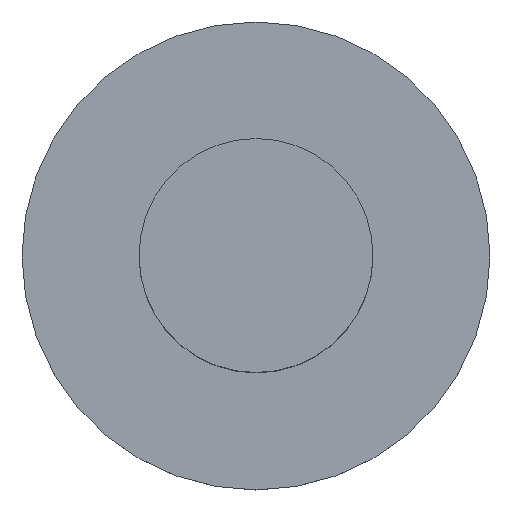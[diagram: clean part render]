
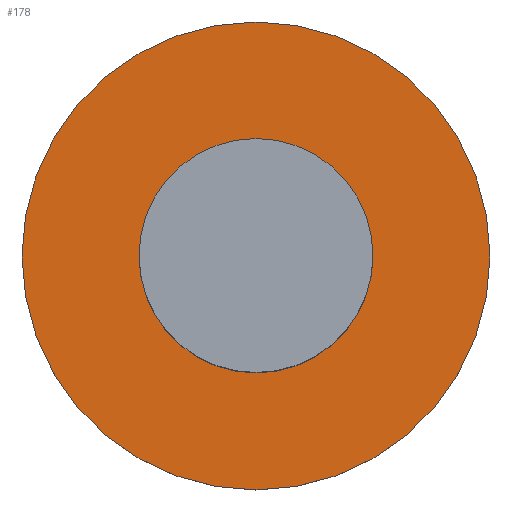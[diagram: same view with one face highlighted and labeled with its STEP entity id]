
A CAD part, top view. The second image highlights one B-rep face of the part: STEP entity #178.
In plain terms, the highlighted planar face has unit normal (0, 0, 1).
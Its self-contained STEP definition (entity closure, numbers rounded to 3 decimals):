
#6 = AXIS2_PLACEMENT_3D ( 'NONE', #245, #85, #146 ) ;
#26 = CARTESIAN_POINT ( 'NONE',  ( -11., 0., 3. ) ) ;
#27 = CARTESIAN_POINT ( 'NONE',  ( 11., 0., 3. ) ) ;
#32 = DIRECTION ( 'NONE',  ( 0., 0., 1. ) ) ;
#33 = EDGE_CURVE ( 'NONE', #187, #252, #80, .T. ) ;
#41 = AXIS2_PLACEMENT_3D ( 'NONE', #195, #194, #177 ) ;
#57 = EDGE_LOOP ( 'NONE', ( #210, #74 ) ) ;
#72 = ORIENTED_EDGE ( 'NONE', *, *, #33, .T. ) ;
#74 = ORIENTED_EDGE ( 'NONE', *, *, #108, .F. ) ;
#77 = DIRECTION ( 'NONE',  ( 0., 0., 1. ) ) ;
#80 = CIRCLE ( 'NONE', #41, 11. ) ;
#83 = EDGE_CURVE ( 'NONE', #186, #110, #162, .T. ) ;
#85 = DIRECTION ( 'NONE',  ( 0., 0., 1. ) ) ;
#96 = DIRECTION ( 'NONE',  ( 1., 0., 0. ) ) ;
#105 = ORIENTED_EDGE ( 'NONE', *, *, #207, .T. ) ;
#106 = EDGE_LOOP ( 'NONE', ( #105, #72 ) ) ;
#108 = EDGE_CURVE ( 'NONE', #110, #186, #196, .T. ) ;
#110 = VERTEX_POINT ( 'NONE', #216 ) ;
#111 = CARTESIAN_POINT ( 'NONE',  ( 0., 0., 3. ) ) ;
#124 = PLANE ( 'NONE',  #222 ) ;
#127 = CARTESIAN_POINT ( 'NONE',  ( -5.5, 0., 3. ) ) ;
#140 = FACE_OUTER_BOUND ( 'NONE', #106, .T. ) ;
#146 = DIRECTION ( 'NONE',  ( 1., 0., 0. ) ) ;
#155 = DIRECTION ( 'NONE',  ( 0., 0., 1. ) ) ;
#158 = AXIS2_PLACEMENT_3D ( 'NONE', #254, #77, #217 ) ;
#162 = CIRCLE ( 'NONE', #191, 5.5 ) ;
#177 = DIRECTION ( 'NONE',  ( 1., 0., 0. ) ) ;
#178 = ADVANCED_FACE ( 'NONE', ( #226, #140 ), #124, .T. ) ;
#186 = VERTEX_POINT ( 'NONE', #127 ) ;
#187 = VERTEX_POINT ( 'NONE', #27 ) ;
#191 = AXIS2_PLACEMENT_3D ( 'NONE', #111, #155, #96 ) ;
#194 = DIRECTION ( 'NONE',  ( 0., 0., 1. ) ) ;
#195 = CARTESIAN_POINT ( 'NONE',  ( 0., 0., 3. ) ) ;
#196 = CIRCLE ( 'NONE', #158, 5.5 ) ;
#203 = CARTESIAN_POINT ( 'NONE',  ( 0., 0., 3. ) ) ;
#207 = EDGE_CURVE ( 'NONE', #252, #187, #253, .T. ) ;
#210 = ORIENTED_EDGE ( 'NONE', *, *, #83, .F. ) ;
#216 = CARTESIAN_POINT ( 'NONE',  ( 5.5, 0., 3. ) ) ;
#217 = DIRECTION ( 'NONE',  ( 1., 0., 0. ) ) ;
#222 = AXIS2_PLACEMENT_3D ( 'NONE', #203, #32, #244 ) ;
#226 = FACE_BOUND ( 'NONE', #57, .T. ) ;
#244 = DIRECTION ( 'NONE',  ( 1., 0., 0. ) ) ;
#245 = CARTESIAN_POINT ( 'NONE',  ( 0., 0., 3. ) ) ;
#252 = VERTEX_POINT ( 'NONE', #26 ) ;
#253 = CIRCLE ( 'NONE', #6, 11. ) ;
#254 = CARTESIAN_POINT ( 'NONE',  ( 0., 0., 3. ) ) ;
